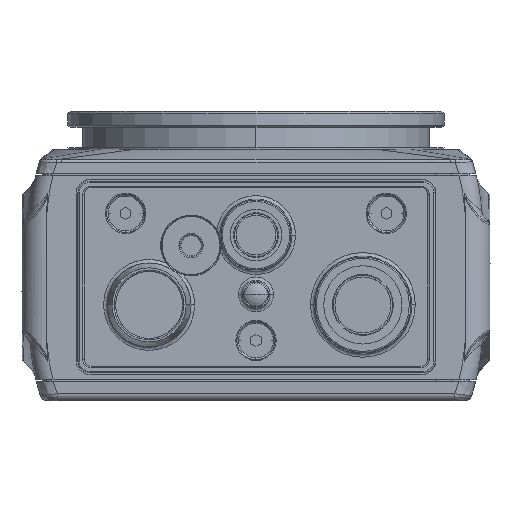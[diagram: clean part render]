
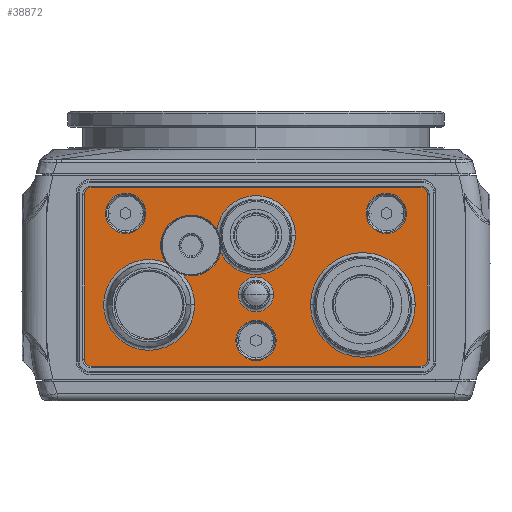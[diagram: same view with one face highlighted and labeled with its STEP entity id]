
A CAD part, front view. The second image highlights one B-rep face of the part: STEP entity #38872.
In plain terms, the highlighted planar face has unit normal (0, -1, 0).
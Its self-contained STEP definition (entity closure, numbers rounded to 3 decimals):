
#12251=CARTESIAN_POINT('',(-23.6,-43.8,27.));
#12252=DIRECTION('',(0.,1.,0.));
#12253=DIRECTION('',(-1.,0.,0.));
#12254=AXIS2_PLACEMENT_3D('',#12251,#12252,#12253);
#12256=DIRECTION('',(1.,0.,0.));
#12257=VECTOR('',#12256,47.2);
#12258=CARTESIAN_POINT('',(-23.6,-43.8,28.));
#12259=LINE('',#12258,#12257);
#12260=CARTESIAN_POINT('',(23.6,-43.8,27.));
#12261=DIRECTION('',(0.,1.,0.));
#12262=DIRECTION('',(0.,0.,1.));
#12263=AXIS2_PLACEMENT_3D('',#12260,#12261,#12262);
#12265=DIRECTION('',(0.,0.,-1.));
#12266=VECTOR('',#12265,23.6);
#12267=CARTESIAN_POINT('',(24.6,-43.8,27.));
#12268=LINE('',#12267,#12266);
#12269=CARTESIAN_POINT('',(23.6,-43.8,3.4));
#12270=DIRECTION('',(0.,1.,0.));
#12271=DIRECTION('',(1.,0.,0.));
#12272=AXIS2_PLACEMENT_3D('',#12269,#12270,#12271);
#12274=DIRECTION('',(-1.,0.,0.));
#12275=VECTOR('',#12274,47.2);
#12276=CARTESIAN_POINT('',(23.6,-43.8,2.4));
#12277=LINE('',#12276,#12275);
#12278=CARTESIAN_POINT('',(-23.6,-43.8,3.4));
#12279=DIRECTION('',(0.,1.,0.));
#12280=DIRECTION('',(0.,0.,-1.));
#12281=AXIS2_PLACEMENT_3D('',#12278,#12279,#12280);
#12283=DIRECTION('',(0.,0.,1.));
#12284=VECTOR('',#12283,23.6);
#12285=CARTESIAN_POINT('',(-24.6,-43.8,3.4));
#12286=LINE('',#12285,#12284);
#12287=CARTESIAN_POINT('',(15.3,-43.8,11.2));
#12288=DIRECTION('',(0.,-1.,0.));
#12289=DIRECTION('',(1.,0.,0.));
#12290=AXIS2_PLACEMENT_3D('',#12287,#12288,#12289);
#12292=CARTESIAN_POINT('',(15.3,-43.8,11.2));
#12293=DIRECTION('',(0.,-1.,0.));
#12294=DIRECTION('',(-1.,0.,0.));
#12295=AXIS2_PLACEMENT_3D('',#12292,#12293,#12294);
#12297=CARTESIAN_POINT('',(0.,-43.8,12.7));
#12298=DIRECTION('',(0.,-1.,0.));
#12299=DIRECTION('',(1.,0.,0.));
#12300=AXIS2_PLACEMENT_3D('',#12297,#12298,#12299);
#12302=CARTESIAN_POINT('',(0.,-43.8,12.7));
#12303=DIRECTION('',(0.,-1.,0.));
#12304=DIRECTION('',(-1.,0.,0.));
#12305=AXIS2_PLACEMENT_3D('',#12302,#12303,#12304);
#12307=CARTESIAN_POINT('',(-18.65,-43.8,24.3));
#12308=DIRECTION('',(0.,1.,0.));
#12309=DIRECTION('',(0.,0.,-1.));
#12310=AXIS2_PLACEMENT_3D('',#12307,#12308,#12309);
#12312=CARTESIAN_POINT('',(-18.65,-43.8,24.3));
#12313=DIRECTION('',(0.,1.,0.));
#12314=DIRECTION('',(0.,0.,1.));
#12315=AXIS2_PLACEMENT_3D('',#12312,#12313,#12314);
#12317=CARTESIAN_POINT('',(0.,-43.8,6.1));
#12318=DIRECTION('',(0.,1.,0.));
#12319=DIRECTION('',(0.,0.,-1.));
#12320=AXIS2_PLACEMENT_3D('',#12317,#12318,#12319);
#12322=CARTESIAN_POINT('',(0.,-43.8,6.1));
#12323=DIRECTION('',(0.,1.,0.));
#12324=DIRECTION('',(0.,0.,1.));
#12325=AXIS2_PLACEMENT_3D('',#12322,#12323,#12324);
#12327=CARTESIAN_POINT('',(18.65,-43.8,24.3));
#12328=DIRECTION('',(0.,1.,0.));
#12329=DIRECTION('',(0.,0.,-1.));
#12330=AXIS2_PLACEMENT_3D('',#12327,#12328,#12329);
#12332=CARTESIAN_POINT('',(18.65,-43.8,24.3));
#12333=DIRECTION('',(0.,1.,0.));
#12334=DIRECTION('',(0.,0.,1.));
#12335=AXIS2_PLACEMENT_3D('',#12332,#12333,#12334);
#12337=CARTESIAN_POINT('',(0.,-43.8,21.2));
#12338=DIRECTION('',(0.,-1.,0.));
#12339=DIRECTION('',(-0.897,0.,-0.442));
#12340=AXIS2_PLACEMENT_3D('',#12337,#12338,#12339);
#12342=CARTESIAN_POINT('',(0.,-43.8,21.2));
#12343=DIRECTION('',(0.,-1.,0.));
#12344=DIRECTION('',(1.,0.,0.));
#12345=AXIS2_PLACEMENT_3D('',#12342,#12343,#12344);
#12347=CARTESIAN_POINT('',(-15.3,-43.8,11.2));
#12348=DIRECTION('',(0.,-1.,0.));
#12349=DIRECTION('',(1.,0.,0.));
#12350=AXIS2_PLACEMENT_3D('',#12347,#12348,#12349);
#12352=CARTESIAN_POINT('',(-9.3,-43.8,19.7));
#12353=DIRECTION('',(0.,1.,0.));
#12354=DIRECTION('',(0.974,0.,-0.229));
#12355=AXIS2_PLACEMENT_3D('',#12352,#12353,#12354);
#13953=CARTESIAN_POINT('',(-15.3,-43.8,11.2));
#13954=DIRECTION('',(0.,1.,0.));
#13955=DIRECTION('',(1.,0.,0.));
#13956=AXIS2_PLACEMENT_3D('',#13953,#13954,#13955);
#14945=CARTESIAN_POINT('',(-9.3,-43.8,19.7));
#14946=DIRECTION('',(0.,1.,0.));
#14947=DIRECTION('',(-0.825,0.,-0.565));
#14948=AXIS2_PLACEMENT_3D('',#14945,#14946,#14947);
#16852=CARTESIAN_POINT('',(-24.6,-43.8,27.));
#16853=CARTESIAN_POINT('',(-23.6,-43.8,28.));
#16854=VERTEX_POINT('',#16852);
#16855=VERTEX_POINT('',#16853);
#16856=CARTESIAN_POINT('',(-24.6,-43.8,3.4));
#16857=VERTEX_POINT('',#16856);
#16858=CARTESIAN_POINT('',(-23.6,-43.8,2.4));
#16859=VERTEX_POINT('',#16858);
#16860=CARTESIAN_POINT('',(23.6,-43.8,2.4));
#16861=VERTEX_POINT('',#16860);
#16862=CARTESIAN_POINT('',(24.6,-43.8,3.4));
#16863=VERTEX_POINT('',#16862);
#16864=CARTESIAN_POINT('',(24.6,-43.8,27.));
#16865=VERTEX_POINT('',#16864);
#16866=CARTESIAN_POINT('',(23.6,-43.8,28.));
#16867=VERTEX_POINT('',#16866);
#16890=CARTESIAN_POINT('',(22.791,-43.8,11.2));
#16891=CARTESIAN_POINT('',(7.809,-43.8,11.2));
#16892=VERTEX_POINT('',#16890);
#16893=VERTEX_POINT('',#16891);
#16902=CARTESIAN_POINT('',(5.641,-43.8,21.2));
#16903=VERTEX_POINT('',#16902);
#16906=CARTESIAN_POINT('',(2.502,-43.8,12.7));
#16907=CARTESIAN_POINT('',(-2.502,-43.8,12.7));
#16908=VERTEX_POINT('',#16906);
#16909=VERTEX_POINT('',#16907);
#16916=CARTESIAN_POINT('',(-8.8,-43.8,11.2));
#16917=VERTEX_POINT('',#16916);
#17078=CARTESIAN_POINT('',(-5.058,-43.8,18.704));
#17079=VERTEX_POINT('',#17078);
#17080=CARTESIAN_POINT('',(-5.587,-43.8,21.979));
#17081=VERTEX_POINT('',#17080);
#17086=CARTESIAN_POINT('',(-10.415,-43.8,15.488));
#17087=VERTEX_POINT('',#17086);
#17088=CARTESIAN_POINT('',(-12.895,-43.8,17.239));
#17089=VERTEX_POINT('',#17088);
#17152=CARTESIAN_POINT('',(-18.65,-43.8,21.417));
#17153=CARTESIAN_POINT('',(-18.65,-43.8,27.183));
#17154=VERTEX_POINT('',#17152);
#17155=VERTEX_POINT('',#17153);
#17160=CARTESIAN_POINT('',(0.,-43.8,3.217));
#17161=CARTESIAN_POINT('',(0.,-43.8,8.983));
#17162=VERTEX_POINT('',#17160);
#17163=VERTEX_POINT('',#17161);
#17168=CARTESIAN_POINT('',(18.65,-43.8,21.417));
#17169=CARTESIAN_POINT('',(18.65,-43.8,27.183));
#17170=VERTEX_POINT('',#17168);
#17171=VERTEX_POINT('',#17169);
#38806=CARTESIAN_POINT('',(0.,-43.8,15.2));
#38807=DIRECTION('',(0.,-1.,0.));
#38808=DIRECTION('',(1.,0.,0.));
#38809=AXIS2_PLACEMENT_3D('',#38806,#38807,#38808);
#38810=PLANE('',#38809);
#38812=ORIENTED_EDGE('',*,*,#38811,.T.);
#38814=ORIENTED_EDGE('',*,*,#38813,.T.);
#38816=ORIENTED_EDGE('',*,*,#38815,.T.);
#38817=ORIENTED_EDGE('',*,*,#38796,.T.);
#38819=ORIENTED_EDGE('',*,*,#38818,.T.);
#38821=ORIENTED_EDGE('',*,*,#38820,.T.);
#38823=ORIENTED_EDGE('',*,*,#38822,.T.);
#38825=ORIENTED_EDGE('',*,*,#38824,.T.);
#38826=EDGE_LOOP('',(#38812,#38814,#38816,#38817,#38819,#38821,#38823,#38825));
#38827=FACE_OUTER_BOUND('',#38826,.F.);
#38829=ORIENTED_EDGE('',*,*,#38828,.T.);
#38831=ORIENTED_EDGE('',*,*,#38830,.T.);
#38832=EDGE_LOOP('',(#38829,#38831));
#38833=FACE_BOUND('',#38832,.F.);
#38835=ORIENTED_EDGE('',*,*,#38834,.T.);
#38837=ORIENTED_EDGE('',*,*,#38836,.T.);
#38838=EDGE_LOOP('',(#38835,#38837));
#38839=FACE_BOUND('',#38838,.F.);
#38841=ORIENTED_EDGE('',*,*,#38840,.F.);
#38843=ORIENTED_EDGE('',*,*,#38842,.F.);
#38844=EDGE_LOOP('',(#38841,#38843));
#38845=FACE_BOUND('',#38844,.F.);
#38847=ORIENTED_EDGE('',*,*,#38846,.F.);
#38849=ORIENTED_EDGE('',*,*,#38848,.F.);
#38850=EDGE_LOOP('',(#38847,#38849));
#38851=FACE_BOUND('',#38850,.F.);
#38853=ORIENTED_EDGE('',*,*,#38852,.F.);
#38855=ORIENTED_EDGE('',*,*,#38854,.F.);
#38856=EDGE_LOOP('',(#38853,#38855));
#38857=FACE_BOUND('',#38856,.F.);
#38859=ORIENTED_EDGE('',*,*,#38858,.T.);
#38861=ORIENTED_EDGE('',*,*,#38860,.T.);
#38863=ORIENTED_EDGE('',*,*,#38862,.F.);
#38865=ORIENTED_EDGE('',*,*,#38864,.F.);
#38867=ORIENTED_EDGE('',*,*,#38866,.T.);
#38869=ORIENTED_EDGE('',*,*,#38868,.F.);
#38870=EDGE_LOOP('',(#38859,#38861,#38863,#38865,#38867,#38869));
#38871=FACE_BOUND('',#38870,.F.);
#38872=ADVANCED_FACE('',(#38827,#38833,#38839,#38845,#38851,#38857,#38871),
#38810,.T.);
#12255=CIRCLE('',#12254,1.);
#12264=CIRCLE('',#12263,1.);
#12273=CIRCLE('',#12272,1.);
#12282=CIRCLE('',#12281,1.);
#12291=CIRCLE('',#12290,7.491);
#12296=CIRCLE('',#12295,7.491);
#12301=CIRCLE('',#12300,2.502);
#12306=CIRCLE('',#12305,2.502);
#12311=CIRCLE('',#12310,2.883);
#12316=CIRCLE('',#12315,2.883);
#12321=CIRCLE('',#12320,2.883);
#12326=CIRCLE('',#12325,2.883);
#12331=CIRCLE('',#12330,2.883);
#12336=CIRCLE('',#12335,2.883);
#12341=CIRCLE('',#12340,5.641);
#12346=CIRCLE('',#12345,5.641);
#12351=CIRCLE('',#12350,6.5);
#12356=CIRCLE('',#12355,4.357);
#13957=CIRCLE('',#13956,6.5);
#14949=CIRCLE('',#14948,4.357);
#38796=EDGE_CURVE('',#16865,#16863,#12268,.T.);
#38811=EDGE_CURVE('',#16854,#16855,#12255,.T.);
#38813=EDGE_CURVE('',#16855,#16867,#12259,.T.);
#38815=EDGE_CURVE('',#16867,#16865,#12264,.T.);
#38818=EDGE_CURVE('',#16863,#16861,#12273,.T.);
#38820=EDGE_CURVE('',#16861,#16859,#12277,.T.);
#38822=EDGE_CURVE('',#16859,#16857,#12282,.T.);
#38824=EDGE_CURVE('',#16857,#16854,#12286,.T.);
#38828=EDGE_CURVE('',#16892,#16893,#12291,.T.);
#38830=EDGE_CURVE('',#16893,#16892,#12296,.T.);
#38834=EDGE_CURVE('',#16908,#16909,#12301,.T.);
#38836=EDGE_CURVE('',#16909,#16908,#12306,.T.);
#38840=EDGE_CURVE('',#17154,#17155,#12311,.T.);
#38842=EDGE_CURVE('',#17155,#17154,#12316,.T.);
#38846=EDGE_CURVE('',#17162,#17163,#12321,.T.);
#38848=EDGE_CURVE('',#17163,#17162,#12326,.T.);
#38852=EDGE_CURVE('',#17170,#17171,#12331,.T.);
#38854=EDGE_CURVE('',#17171,#17170,#12336,.T.);
#38858=EDGE_CURVE('',#17079,#16903,#12341,.T.);
#38860=EDGE_CURVE('',#16903,#17081,#12346,.T.);
#38862=EDGE_CURVE('',#17089,#17081,#14949,.T.);
#38864=EDGE_CURVE('',#16917,#17089,#13957,.T.);
#38866=EDGE_CURVE('',#16917,#17087,#12351,.T.);
#38868=EDGE_CURVE('',#17079,#17087,#12356,.T.);
